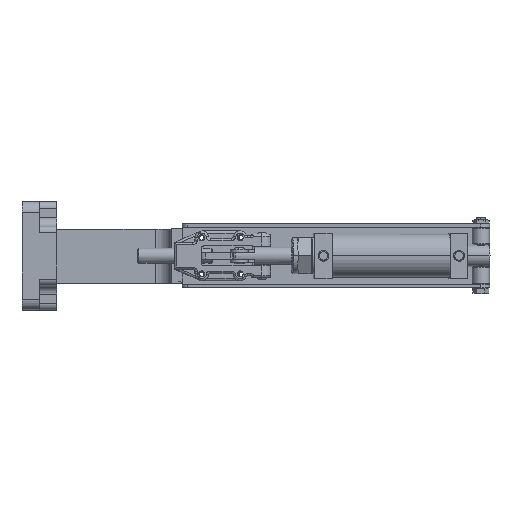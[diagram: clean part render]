
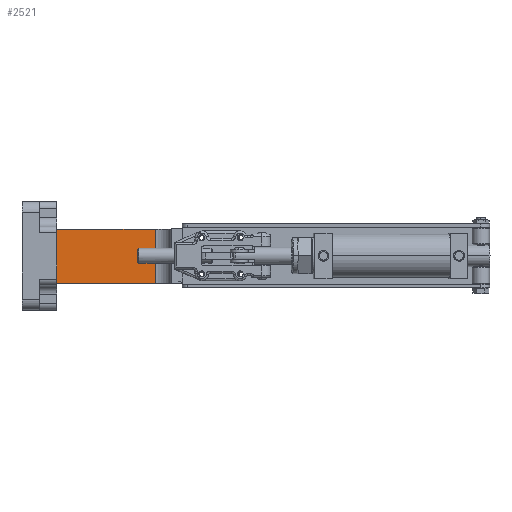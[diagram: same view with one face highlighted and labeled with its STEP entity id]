
A CAD part, top view. The second image highlights one B-rep face of the part: STEP entity #2521.
In plain terms, the highlighted face is planar.
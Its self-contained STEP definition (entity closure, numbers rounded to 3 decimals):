
#2521 = ADVANCED_FACE ( 'NONE', ( #32009 ), #39582, .T. ) ;
#11567 = EDGE_CURVE ( 'NONE', #12992, #23794, #18344, .T. ) ;
#11744 = EDGE_CURVE ( 'NONE', #12505, #23798, #18545, .T. ) ;
#11829 = EDGE_CURVE ( 'NONE', #23794, #23798, #18683, .T. ) ;
#12505 = VERTEX_POINT ( 'NONE', #35023 ) ;
#12992 = VERTEX_POINT ( 'NONE', #35563 ) ;
#18344 = LINE ( 'NONE', #20915, #18345 ) ;
#18345 = VECTOR ( 'NONE', #20904, 1000. ) ;
#18545 = LINE ( 'NONE', #22062, #18547 ) ;
#18547 = VECTOR ( 'NONE', #22064, 1000. ) ;
#18683 = LINE ( 'NONE', #22295, #18685 ) ;
#18685 = VECTOR ( 'NONE', #22294, 1000. ) ;
#20904 = DIRECTION ( 'NONE',  ( 0., 0., -1. ) ) ;
#20915 = CARTESIAN_POINT ( 'NONE',  ( 101., 25., 16. ) ) ;
#22062 = CARTESIAN_POINT ( 'NONE',  ( 101., -25., 0. ) ) ;
#22064 = DIRECTION ( 'NONE',  ( 0., 0., -1. ) ) ;
#22294 = DIRECTION ( 'NONE',  ( 0., -1., 0. ) ) ;
#22295 = CARTESIAN_POINT ( 'NONE',  ( 101., 207., 32. ) ) ;
#23065 = EDGE_LOOP ( 'NONE', ( #36043, #36044, #36045, #36046 ) ) ;
#23794 = VERTEX_POINT ( 'NONE', #37361 ) ;
#23798 = VERTEX_POINT ( 'NONE', #37365 ) ;
#28233 = AXIS2_PLACEMENT_3D ( 'NONE', #39577, #39585, #39586 ) ;
#32009 = FACE_OUTER_BOUND ( 'NONE', #23065, .T. ) ;
#35023 = CARTESIAN_POINT ( 'NONE',  ( 101., -25., 123.04 ) ) ;
#35150 = EDGE_CURVE ( 'NONE', #12992, #12505, #54321, .T. ) ;
#35563 = CARTESIAN_POINT ( 'NONE',  ( 101., 25., 123.04 ) ) ;
#36043 = ORIENTED_EDGE ( 'NONE', *, *, #11567, .T. ) ;
#36044 = ORIENTED_EDGE ( 'NONE', *, *, #11829, .T. ) ;
#36045 = ORIENTED_EDGE ( 'NONE', *, *, #11744, .F. ) ;
#36046 = ORIENTED_EDGE ( 'NONE', *, *, #35150, .F. ) ;
#37361 = CARTESIAN_POINT ( 'NONE',  ( 101., 25., 32. ) ) ;
#37365 = CARTESIAN_POINT ( 'NONE',  ( 101., -25., 32. ) ) ;
#39577 = CARTESIAN_POINT ( 'NONE',  ( 101., 207., 0. ) ) ;
#39582 = PLANE ( 'NONE',  #28233 ) ;
#39585 = DIRECTION ( 'NONE',  ( -1., 0., 0. ) ) ;
#39586 = DIRECTION ( 'NONE',  ( 0., 0., 1. ) ) ;
#53414 = CARTESIAN_POINT ( 'NONE',  ( 101., 207., 123.04 ) ) ;
#53415 = DIRECTION ( 'NONE',  ( 0., -1., 0. ) ) ;
#54321 = LINE ( 'NONE', #53414, #54323 ) ;
#54323 = VECTOR ( 'NONE', #53415, 1000. ) ;
